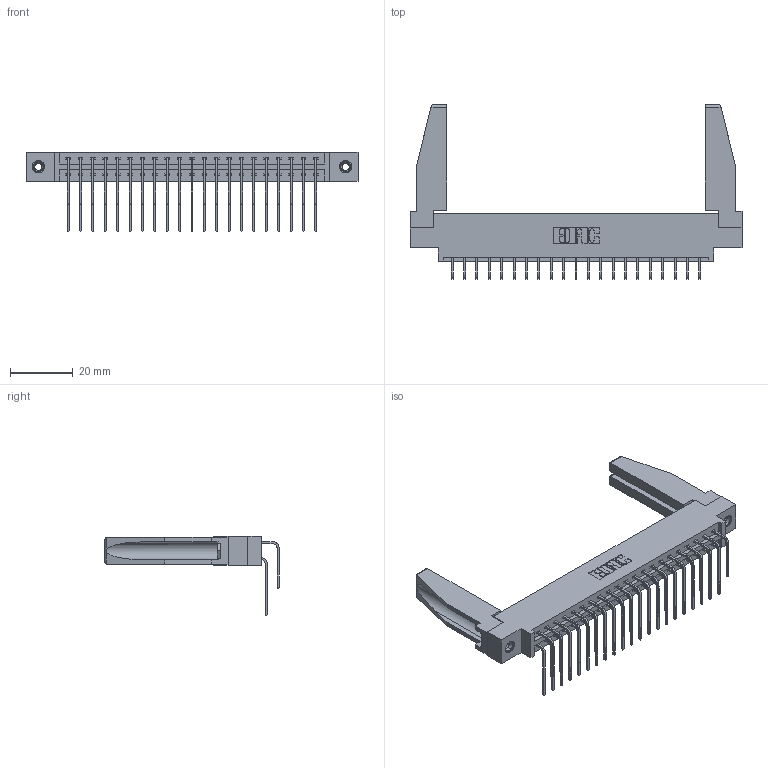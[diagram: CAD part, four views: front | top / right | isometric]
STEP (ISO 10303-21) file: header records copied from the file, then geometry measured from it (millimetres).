
FILE_DESCRIPTION (( 'STEP AP203' ), '1' );
FILE_NAME ('337-042-559-878.STEP', '2019-10-11T13:13:41', ( '' ), ( '' ), 'SwSTEP 2.0', 'SolidWorks 2016', '' );
FILE_SCHEMA (( 'CONFIG_CONTROL_DESIGN' ));
Length unit declared in the file: inch
Products named in the file (6): 307-220-078; 345-292-001_559 Tail - 2; 337-042-559-878; 345-292-001_558 559 Tail - 1; 337 Part_0.170 Offset - 0.156 Dia-TI; 345-250-001_345-250-001-102
Assembly tree (47 placements, depth 2):
  337-042-559-878
    337 Part_0.170 Offset - 0.156 Dia-TI
    345-292-001_558 559 Tail - 1  x21
    345-292-001_559 Tail - 2  x21
    345-250-001_345-250-001-102  x2
    307-220-078  x2
Bounding box: 106.22 x 55.69 x 25.53 mm (x, y, z)
Volume: 15033.2 mm3; surface area: 17431.5 mm2
Topology: 47 solids, 47 shells, 2600 faces, 7667 edges, 5046 vertices
Faces by surface type: plane 1838, cylinder 746, cone 12, torus 4
Entity records: 23354 total; most frequent: CARTESIAN_POINT 3999, ORIENTED_EDGE 3840, DIRECTION 3428, EDGE_CURVE 1920, LINE 1714, VECTOR 1714, VERTEX_POINT 1272, AXIS2_PLACEMENT_3D 857
